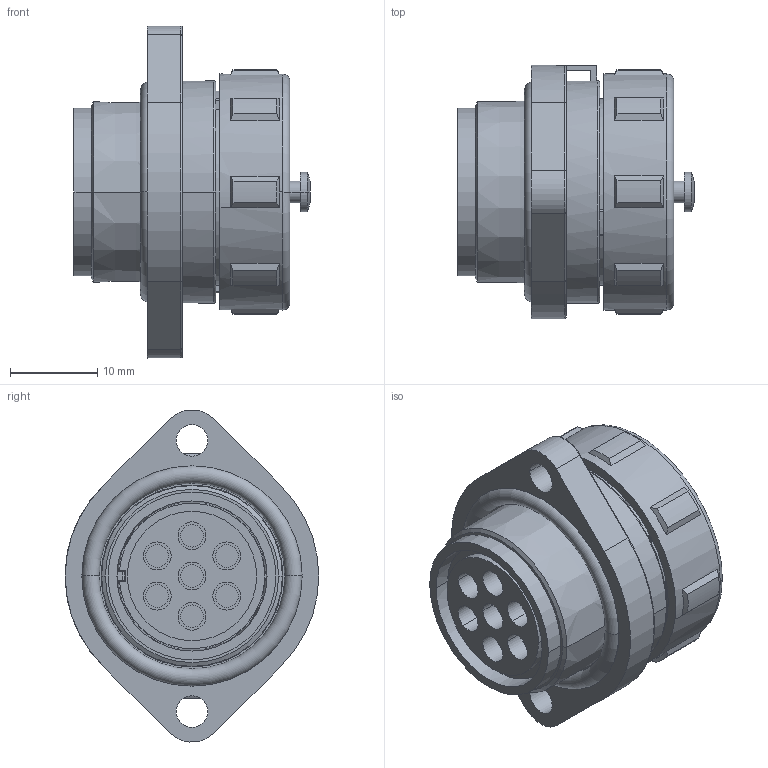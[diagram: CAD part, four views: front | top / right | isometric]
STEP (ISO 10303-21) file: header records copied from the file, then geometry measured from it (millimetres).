
FILE_DESCRIPTION((''),'2;1');
FILE_NAME('SY2113','2016-11-30T',('Administrator'),(''),'PRO/ENGINEER BY PARAMETRIC TECHNOLOGY CORPORATION, 2015240','PRO/ENGINEER BY PARAMETRIC TECHNOLOGY CORPORATION, 2015240','');
FILE_SCHEMA(('CONFIG_CONTROL_DESIGN'));
Length unit declared in the file: millimetre
Products named in the file (1): SY2113
Bounding box: 27 x 29 x 37.97 mm (x, y, z)
Volume: 7470.6 mm3; surface area: 8633.6 mm2
Topology: 1 solids, 1 shells, 261 faces, 666 edges, 435 vertices
Faces by surface type: cylinder 104, plane 100, cone 32, torus 17, bspline 6, sphere 2
Entity records: 8477 total; most frequent: CARTESIAN_POINT 1877, DIRECTION 1450, ORIENTED_EDGE 1328, EDGE_CURVE 664, AXIS2_PLACEMENT_3D 585, VERTEX_POINT 435, CIRCLE 330, EDGE_LOOP 315
